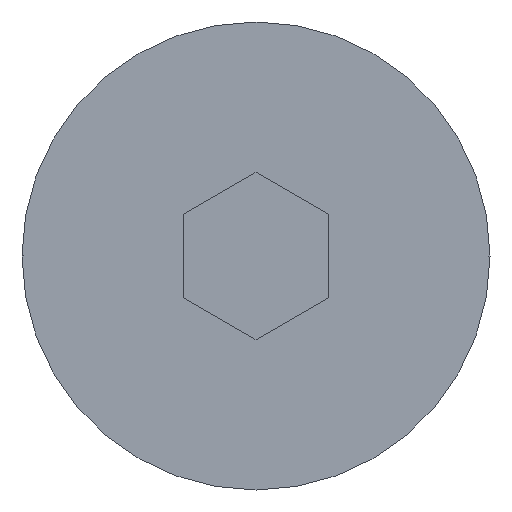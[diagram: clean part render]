
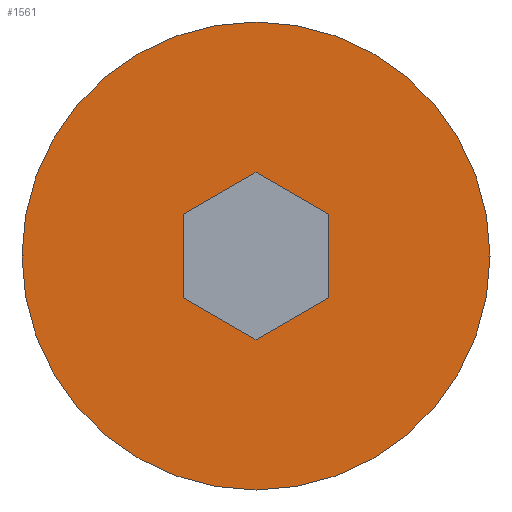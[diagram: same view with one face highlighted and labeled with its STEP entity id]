
A CAD part, front view. The second image highlights one B-rep face of the part: STEP entity #1561.
In plain terms, the highlighted planar face has unit normal (0, -1, 0).
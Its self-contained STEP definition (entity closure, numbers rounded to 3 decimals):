
#37 = DIRECTION ( 'NONE',  ( 0., 1., 0. ) ) ;
#76 = VERTEX_POINT ( 'NONE', #1572 ) ;
#111 = CARTESIAN_POINT ( 'NONE',  ( 2.6, -16., -1.501 ) ) ;
#114 = DIRECTION ( 'NONE',  ( 1., 0., 0. ) ) ;
#137 = CARTESIAN_POINT ( 'NONE',  ( -2.6, -16., 1.501 ) ) ;
#147 = EDGE_CURVE ( 'NONE', #910, #1119, #545, .T. ) ;
#166 = AXIS2_PLACEMENT_3D ( 'NONE', #698, #37, #1336 ) ;
#196 = DIRECTION ( 'NONE',  ( -0.866, 0., -0.5 ) ) ;
#233 = LINE ( 'NONE', #1547, #1384 ) ;
#280 = ORIENTED_EDGE ( 'NONE', *, *, #1088, .F. ) ;
#325 = VECTOR ( 'NONE', #691, 1000. ) ;
#371 = DIRECTION ( 'NONE',  ( 0.866, 0., -0.5 ) ) ;
#384 = FACE_BOUND ( 'NONE', #1190, .T. ) ;
#499 = ORIENTED_EDGE ( 'NONE', *, *, #993, .F. ) ;
#541 = ORIENTED_EDGE ( 'NONE', *, *, #591, .F. ) ;
#545 = LINE ( 'NONE', #1478, #796 ) ;
#591 = EDGE_CURVE ( 'NONE', #76, #614, #693, .T. ) ;
#593 = CARTESIAN_POINT ( 'NONE',  ( 0., -16., 3.002 ) ) ;
#614 = VERTEX_POINT ( 'NONE', #685 ) ;
#685 = CARTESIAN_POINT ( 'NONE',  ( 8.4, -16., 0. ) ) ;
#691 = DIRECTION ( 'NONE',  ( 0.866, 0., 0.5 ) ) ;
#693 = CIRCLE ( 'NONE', #166, 8.4 ) ;
#697 = VERTEX_POINT ( 'NONE', #1528 ) ;
#698 = CARTESIAN_POINT ( 'NONE',  ( 0., -16., 0. ) ) ;
#745 = DIRECTION ( 'NONE',  ( 0., 0., -1. ) ) ;
#764 = CIRCLE ( 'NONE', #986, 8.4 ) ;
#765 = FACE_OUTER_BOUND ( 'NONE', #1432, .T. ) ;
#775 = DIRECTION ( 'NONE',  ( -0.866, 0., 0.5 ) ) ;
#783 = LINE ( 'NONE', #790, #901 ) ;
#790 = CARTESIAN_POINT ( 'NONE',  ( 2.6, -16., 1.501 ) ) ;
#796 = VECTOR ( 'NONE', #196, 1000. ) ;
#801 = ORIENTED_EDGE ( 'NONE', *, *, #147, .F. ) ;
#814 = CARTESIAN_POINT ( 'NONE',  ( 2.6, -16., -1.501 ) ) ;
#879 = AXIS2_PLACEMENT_3D ( 'NONE', #1293, #1452, #1436 ) ;
#901 = VECTOR ( 'NONE', #775, 1000. ) ;
#910 = VERTEX_POINT ( 'NONE', #593 ) ;
#921 = PLANE ( 'NONE',  #879 ) ;
#948 = VERTEX_POINT ( 'NONE', #1263 ) ;
#986 = AXIS2_PLACEMENT_3D ( 'NONE', #1554, #1314, #114 ) ;
#993 = EDGE_CURVE ( 'NONE', #1119, #697, #1533, .T. ) ;
#1010 = ORIENTED_EDGE ( 'NONE', *, *, #1034, .F. ) ;
#1032 = ORIENTED_EDGE ( 'NONE', *, *, #1110, .F. ) ;
#1034 = EDGE_CURVE ( 'NONE', #697, #948, #233, .T. ) ;
#1083 = ORIENTED_EDGE ( 'NONE', *, *, #1288, .F. ) ;
#1088 = EDGE_CURVE ( 'NONE', #1270, #910, #783, .T. ) ;
#1110 = EDGE_CURVE ( 'NONE', #614, #76, #764, .T. ) ;
#1114 = CARTESIAN_POINT ( 'NONE',  ( 2.6, -16., 1.501 ) ) ;
#1119 = VERTEX_POINT ( 'NONE', #137 ) ;
#1190 = EDGE_LOOP ( 'NONE', ( #1010, #499, #801, #280, #1350, #1083 ) ) ;
#1228 = LINE ( 'NONE', #814, #1555 ) ;
#1263 = CARTESIAN_POINT ( 'NONE',  ( 0., -16., -3.002 ) ) ;
#1266 = EDGE_CURVE ( 'NONE', #1583, #1270, #1228, .T. ) ;
#1270 = VERTEX_POINT ( 'NONE', #1114 ) ;
#1288 = EDGE_CURVE ( 'NONE', #948, #1583, #1599, .T. ) ;
#1293 = CARTESIAN_POINT ( 'NONE',  ( 0., -16., 0. ) ) ;
#1314 = DIRECTION ( 'NONE',  ( 0., 1., 0. ) ) ;
#1336 = DIRECTION ( 'NONE',  ( 1., 0., 0. ) ) ;
#1350 = ORIENTED_EDGE ( 'NONE', *, *, #1266, .F. ) ;
#1384 = VECTOR ( 'NONE', #371, 1000. ) ;
#1392 = CARTESIAN_POINT ( 'NONE',  ( -2.6, -16., 1.501 ) ) ;
#1432 = EDGE_LOOP ( 'NONE', ( #1032, #541 ) ) ;
#1436 = DIRECTION ( 'NONE',  ( 1., 0., 0. ) ) ;
#1452 = DIRECTION ( 'NONE',  ( 0., -1., 0. ) ) ;
#1478 = CARTESIAN_POINT ( 'NONE',  ( 0., -16., 3.002 ) ) ;
#1479 = DIRECTION ( 'NONE',  ( 0., 0., 1. ) ) ;
#1498 = CARTESIAN_POINT ( 'NONE',  ( 0., -16., -3.002 ) ) ;
#1528 = CARTESIAN_POINT ( 'NONE',  ( -2.6, -16., -1.501 ) ) ;
#1533 = LINE ( 'NONE', #1392, #1625 ) ;
#1547 = CARTESIAN_POINT ( 'NONE',  ( -2.6, -16., -1.501 ) ) ;
#1554 = CARTESIAN_POINT ( 'NONE',  ( 0., -16., 0. ) ) ;
#1555 = VECTOR ( 'NONE', #1479, 1000. ) ;
#1561 = ADVANCED_FACE ( 'NONE', ( #384, #765 ), #921, .T. ) ;
#1572 = CARTESIAN_POINT ( 'NONE',  ( -8.4, -16., 0. ) ) ;
#1583 = VERTEX_POINT ( 'NONE', #111 ) ;
#1599 = LINE ( 'NONE', #1498, #325 ) ;
#1625 = VECTOR ( 'NONE', #745, 1000. ) ;
